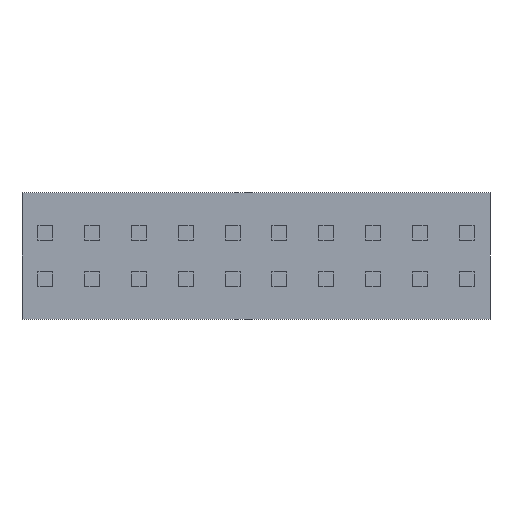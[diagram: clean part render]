
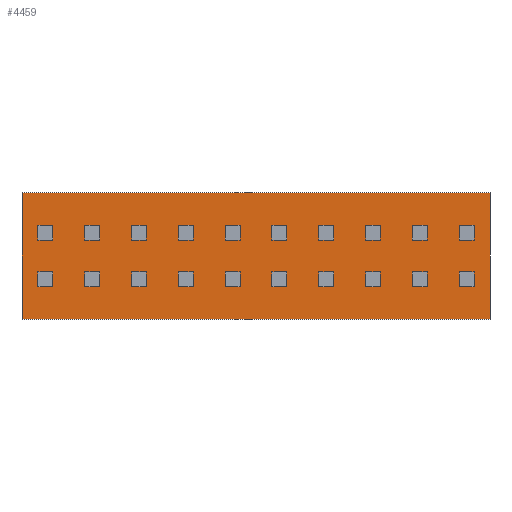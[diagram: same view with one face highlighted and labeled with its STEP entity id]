
A CAD part, front view. The second image highlights one B-rep face of the part: STEP entity #4459.
In plain terms, the highlighted planar face has unit normal (0, -1, 0).
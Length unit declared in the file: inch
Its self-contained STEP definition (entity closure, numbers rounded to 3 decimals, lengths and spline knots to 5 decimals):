
#56=ORIENTED_EDGE('',*,*,#1340,.F.);
#57=ORIENTED_EDGE('',*,*,#1350,.F.);
#58=ORIENTED_EDGE('',*,*,#1347,.F.);
#59=ORIENTED_EDGE('',*,*,#1344,.F.);
#1340=EDGE_CURVE('',#1992,#1993,#2400,.T.);
#1344=EDGE_CURVE('',#1993,#1996,#2404,.T.);
#1347=EDGE_CURVE('',#1996,#1998,#2407,.T.);
#1350=EDGE_CURVE('',#1998,#1992,#2410,.T.);
#1992=VERTEX_POINT('',#6159);
#1993=VERTEX_POINT('',#6160);
#1996=VERTEX_POINT('',#6168);
#1998=VERTEX_POINT('',#6174);
#2400=LINE('',#6158,#3052);
#2404=LINE('',#6167,#3056);
#2407=LINE('',#6173,#3059);
#2410=LINE('',#6179,#3062);
#3052=VECTOR('',#5000,39.37008);
#3056=VECTOR('',#5006,39.37008);
#3059=VECTOR('',#5011,39.37008);
#3062=VECTOR('',#5016,39.37008);
#3709=EDGE_LOOP('',(#56,#57,#58,#59));
#3959=FACE_BOUND('',#3709,.T.);
#4209=PLANE('',#4748);
#4459=ADVANCED_FACE('',(#3959),#4209,.F.);
#4748=AXIS2_PLACEMENT_3D('',#6182,#5020,#5021);
#5000=DIRECTION('',(0.,0.,1.));
#5006=DIRECTION('',(1.,0.,0.));
#5011=DIRECTION('',(0.,0.,-1.));
#5016=DIRECTION('',(-1.,0.,0.));
#5020=DIRECTION('',(0.,1.,0.));
#5021=DIRECTION('',(0.,0.,1.));
#6158=CARTESIAN_POINT('',(-0.25,0.,-0.0675));
#6159=CARTESIAN_POINT('',(-0.25,0.,-0.0675));
#6160=CARTESIAN_POINT('',(-0.25,0.,0.0675));
#6167=CARTESIAN_POINT('',(-0.25,0.,0.0675));
#6168=CARTESIAN_POINT('',(0.25,0.,0.0675));
#6173=CARTESIAN_POINT('',(0.25,0.,0.0675));
#6174=CARTESIAN_POINT('',(0.25,0.,-0.0675));
#6179=CARTESIAN_POINT('',(0.25,0.,-0.0675));
#6182=CARTESIAN_POINT('',(0.,0.,0.));
